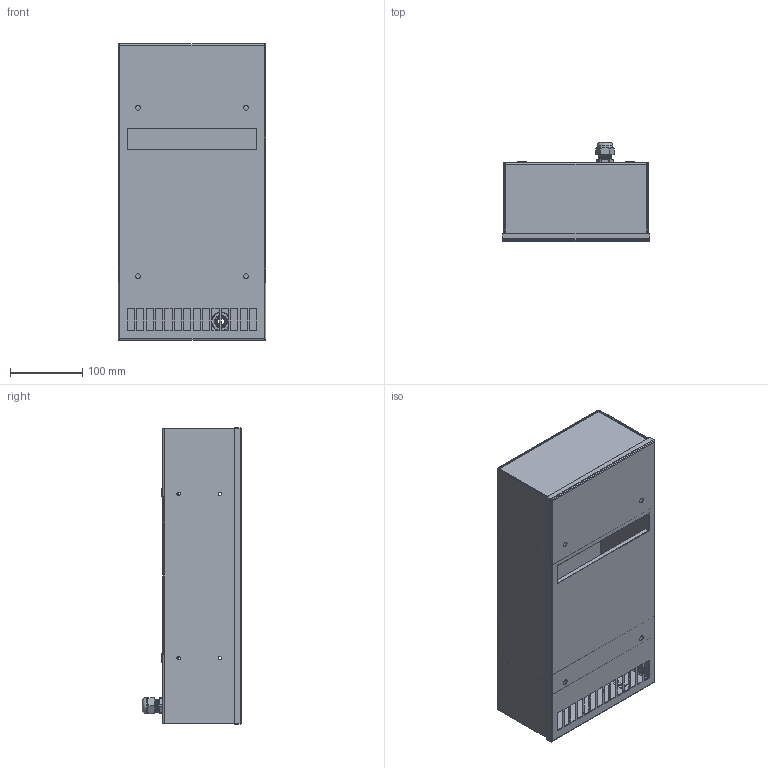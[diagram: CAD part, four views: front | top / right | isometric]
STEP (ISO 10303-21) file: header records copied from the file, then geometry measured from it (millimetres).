
FILE_DESCRIPTION( ( 'Unknown' ), '1' );
FILE_NAME( 'XVA16U1303.stp', 'Unknown', ( 'Unknown' ), ( 'Unknown' ), 'PSStep 14.0', 'Unknown', ' ' );
FILE_SCHEMA( ( 'AUTOMOTIVE_DESIGN { 1 0 10303 214 1 1 1 1 }' ) );
Length unit declared in the file: millimetre
Products named in the file (18): XWA14004_C; INNESTO MASCHIO DOPPIO _ 0353000495; XVA14004_C; XVA14002; isolante_XVA14002; isolante b_XVA14002; isolante a_XVA14002; XVA14004; INSERTO M6 ESAGONALE CHIUSO CON BORDO _ 1201400070; XVA14004_A; XVA14004_B; isolante a_XVA14004; isolante c_XVA14004; isolante_XVA14004; isolante b_XVA14004; Assem1; PRESSACAVO OBO PG11 _ 0354001022
Assembly tree (21 placements, depth 4):
  Assem1
    PRESSACAVO OBO PG11 _ 0354001022
    XVA14002
      XVA14002
      isolante_XVA14002
      isolante b_XVA14002
      isolante a_XVA14002
    XVA14004
      INSERTO M6 ESAGONALE CHIUSO CON BORDO _ 1201400070  x4
      XVA14004_A
      XVA14004_B
      isolante a_XVA14004
      isolante c_XVA14004
      isolante_XVA14004
      isolante b_XVA14004  x2
      XWA14004_C
        INNESTO MASCHIO DOPPIO _ 0353000495
        XVA14004_C
Bounding box: 204 x 137 x 410 mm (x, y, z)
Volume: 919579.8 mm3; surface area: 911475.4 mm2
Topology: 18 solids, 18 shells, 530 faces, 1338 edges, 854 vertices
Faces by surface type: plane 396, cylinder 67, cone 66, torus 1
Full cylindrical faces by diameter (mm): 2 x3, 3.5 x2, 4 x1, 4.5 x8, 4.917 x4, 7 x4, 8.2 x4, 10 x1, 12 x4, 13.2 x1, 19 x1, 22 x1, 26 x1
Entity records: 17850 total; most frequent: CARTESIAN_POINT 2615, DIRECTION 2250, ORIENTED_EDGE 2246, EDGE_CURVE 1123, LINE 896, VECTOR 896, VERTEX_POINT 746, AXIS2_PLACEMENT_3D 677
